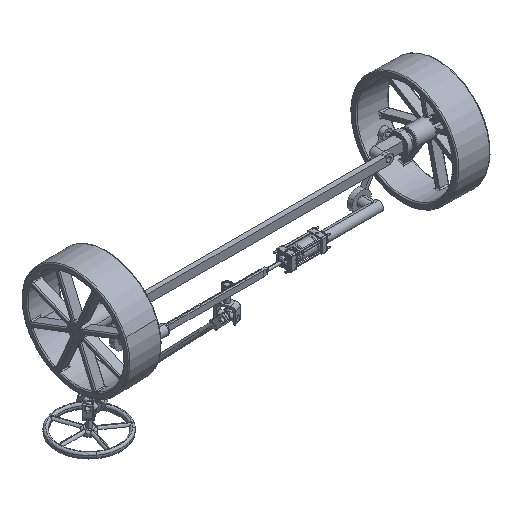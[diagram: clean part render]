
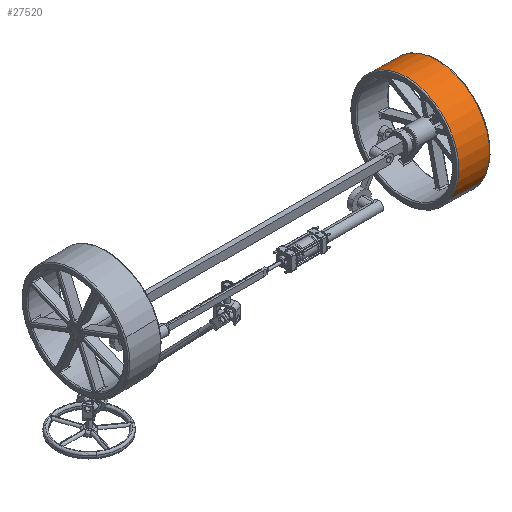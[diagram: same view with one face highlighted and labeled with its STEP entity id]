
A CAD part, isometric view. The second image highlights one B-rep face of the part: STEP entity #27520.
In plain terms, the highlighted cylindrical face has radius 280 mm (diameter 560 mm), a partial arc.
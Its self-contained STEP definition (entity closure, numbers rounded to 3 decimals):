
#1224 = ORIENTED_EDGE ( 'NONE', *, *, #2618, .T. ) ;
#2618 = EDGE_CURVE ( 'NONE', #40936, #34316, #33694, .T. ) ;
#2873 = EDGE_CURVE ( 'NONE', #19616, #34316, #16989, .T. ) ;
#3715 = CARTESIAN_POINT ( 'NONE',  ( 280., 0., 165. ) ) ;
#4154 = ORIENTED_EDGE ( 'NONE', *, *, #29704, .T. ) ;
#4496 = ORIENTED_EDGE ( 'NONE', *, *, #2873, .F. ) ;
#5479 = VECTOR ( 'NONE', #35956, 1000. ) ;
#6686 = DIRECTION ( 'NONE',  ( 0., 0., -1. ) ) ;
#6716 = CARTESIAN_POINT ( 'NONE',  ( 280., 0., 170. ) ) ;
#7814 = EDGE_LOOP ( 'NONE', ( #4154, #40022, #1224, #4496 ) ) ;
#10388 = CYLINDRICAL_SURFACE ( 'NONE', #31886, 280. ) ;
#11215 = DIRECTION ( 'NONE',  ( 0., 0., -1. ) ) ;
#13649 = VERTEX_POINT ( 'NONE', #3715 ) ;
#16922 = CARTESIAN_POINT ( 'NONE',  ( 280., 0., 5. ) ) ;
#16989 = LINE ( 'NONE', #36573, #5479 ) ;
#17445 = CARTESIAN_POINT ( 'NONE',  ( -280., 0., 165. ) ) ;
#17935 = VECTOR ( 'NONE', #20392, 1000. ) ;
#19616 = VERTEX_POINT ( 'NONE', #17445 ) ;
#20392 = DIRECTION ( 'NONE',  ( 0., 0., -1. ) ) ;
#21136 = CARTESIAN_POINT ( 'NONE',  ( -280., 0., 5. ) ) ;
#21982 = DIRECTION ( 'NONE',  ( 1., 0., 0. ) ) ;
#22696 = CARTESIAN_POINT ( 'NONE',  ( 0., 0., 165. ) ) ;
#23237 = CARTESIAN_POINT ( 'NONE',  ( 0., 0., 170. ) ) ;
#25687 = EDGE_CURVE ( 'NONE', #13649, #40936, #26498, .T. ) ;
#26309 = AXIS2_PLACEMENT_3D ( 'NONE', #37951, #28687, #21982 ) ;
#26498 = LINE ( 'NONE', #6716, #17935 ) ;
#27520 = ADVANCED_FACE ( 'NONE', ( #39214 ), #10388, .T. ) ;
#28687 = DIRECTION ( 'NONE',  ( 0., 0., 1. ) ) ;
#29351 = CIRCLE ( 'NONE', #32036, 280. ) ;
#29704 = EDGE_CURVE ( 'NONE', #19616, #13649, #29351, .T. ) ;
#31886 = AXIS2_PLACEMENT_3D ( 'NONE', #23237, #11215, #40472 ) ;
#32036 = AXIS2_PLACEMENT_3D ( 'NONE', #22696, #6686, #32793 ) ;
#32793 = DIRECTION ( 'NONE',  ( 1., 0., 0. ) ) ;
#33694 = CIRCLE ( 'NONE', #26309, 280. ) ;
#34316 = VERTEX_POINT ( 'NONE', #21136 ) ;
#35956 = DIRECTION ( 'NONE',  ( 0., 0., -1. ) ) ;
#36573 = CARTESIAN_POINT ( 'NONE',  ( -280., 0., 170. ) ) ;
#37951 = CARTESIAN_POINT ( 'NONE',  ( 0., 0., 5. ) ) ;
#39214 = FACE_OUTER_BOUND ( 'NONE', #7814, .T. ) ;
#40022 = ORIENTED_EDGE ( 'NONE', *, *, #25687, .T. ) ;
#40472 = DIRECTION ( 'NONE',  ( -1., 0., 0. ) ) ;
#40936 = VERTEX_POINT ( 'NONE', #16922 ) ;
